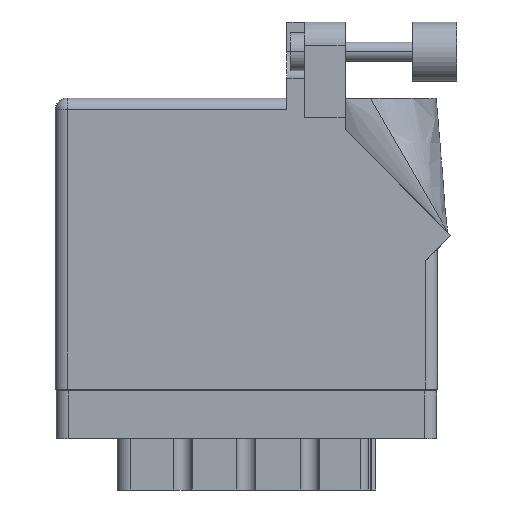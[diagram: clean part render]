
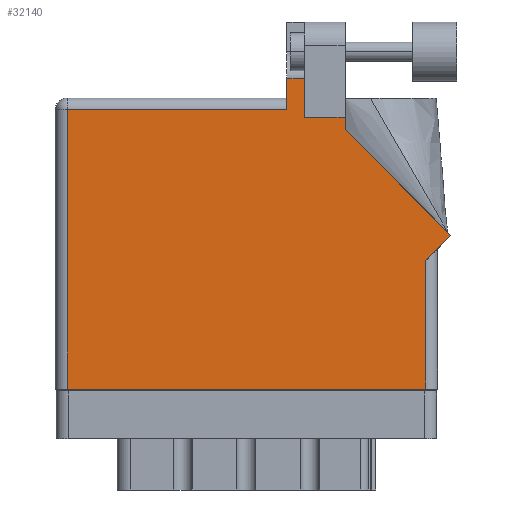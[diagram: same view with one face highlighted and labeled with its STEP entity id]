
A CAD part, front view. The second image highlights one B-rep face of the part: STEP entity #32140.
In plain terms, the highlighted face is planar.
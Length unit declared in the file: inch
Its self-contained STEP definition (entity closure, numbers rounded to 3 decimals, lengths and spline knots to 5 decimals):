
#250 = VERTEX_POINT ( 'NONE', #39051 ) ;
#876 = VERTEX_POINT ( 'NONE', #37907 ) ;
#1041 = CARTESIAN_POINT ( 'NONE',  ( 2.01, 0.737, 0. ) ) ;
#1875 = CARTESIAN_POINT ( 'NONE',  ( 1.217, 1.6315, 0. ) ) ;
#2061 = DIRECTION ( 'NONE',  ( 0., 0., -1. ) ) ;
#2174 = DIRECTION ( 'NONE',  ( -1., 0., 0. ) ) ;
#2411 = VECTOR ( 'NONE', #39439, 39.37008 ) ;
#4073 = CARTESIAN_POINT ( 'NONE',  ( 1.64177, 1.6315, 0. ) ) ;
#4903 = CARTESIAN_POINT ( 'NONE',  ( 1.524, 1.43, 0. ) ) ;
#4949 = CARTESIAN_POINT ( 'NONE',  ( 1.311, 1.6315, 0. ) ) ;
#5054 = PLANE ( 'NONE',  #9153 ) ;
#5321 = DIRECTION ( 'NONE',  ( -1., 0., 0. ) ) ;
#5785 = VERTEX_POINT ( 'NONE', #1875 ) ;
#6477 = CARTESIAN_POINT ( 'NONE',  ( 1.524, 1.43, 0. ) ) ;
#6575 = FACE_OUTER_BOUND ( 'NONE', #23274, .T. ) ;
#6596 = ORIENTED_EDGE ( 'NONE', *, *, #30667, .T. ) ;
#6707 = ORIENTED_EDGE ( 'NONE', *, *, #34366, .T. ) ;
#7455 = VERTEX_POINT ( 'NONE', #37944 ) ;
#7808 = EDGE_CURVE ( 'NONE', #36053, #5785, #17971, .T. ) ;
#8396 = CARTESIAN_POINT ( 'NONE',  ( 1.948, 0.737, 0. ) ) ;
#9153 = AXIS2_PLACEMENT_3D ( 'NONE', #11513, #2061, #5321 ) ;
#9247 = LINE ( 'NONE', #16706, #20823 ) ;
#9411 = DIRECTION ( 'NONE',  ( -0.707, 0.707, 0. ) ) ;
#9674 = CARTESIAN_POINT ( 'NONE',  ( 1.217, 1.53, 0. ) ) ;
#10185 = LINE ( 'NONE', #9674, #41246 ) ;
#10361 = ORIENTED_EDGE ( 'NONE', *, *, #17212, .T. ) ;
#10517 = LINE ( 'NONE', #8396, #15064 ) ;
#11146 = VECTOR ( 'NONE', #9411, 39.37008 ) ;
#11311 = EDGE_CURVE ( 'NONE', #250, #35069, #10517, .T. ) ;
#11513 = CARTESIAN_POINT ( 'NONE',  ( 0., 1.53, 0. ) ) ;
#11621 = EDGE_CURVE ( 'NONE', #34184, #250, #23858, .T. ) ;
#11955 = ORIENTED_EDGE ( 'NONE', *, *, #16370, .T. ) ;
#13155 = CARTESIAN_POINT ( 'NONE',  ( 0.062, 0., 0. ) ) ;
#14488 = ORIENTED_EDGE ( 'NONE', *, *, #11621, .T. ) ;
#14614 = VERTEX_POINT ( 'NONE', #21657 ) ;
#15064 = VECTOR ( 'NONE', #34043, 39.37008 ) ;
#15142 = CARTESIAN_POINT ( 'NONE',  ( 0., 1.468, 0. ) ) ;
#15324 = VERTEX_POINT ( 'NONE', #25947 ) ;
#15898 = DIRECTION ( 'NONE',  ( -1., 0., 0. ) ) ;
#16370 = EDGE_CURVE ( 'NONE', #7455, #36053, #9247, .T. ) ;
#16706 = CARTESIAN_POINT ( 'NONE',  ( 1.311, 1.43, 0. ) ) ;
#17212 = EDGE_CURVE ( 'NONE', #5785, #14614, #10185, .T. ) ;
#17364 = ORIENTED_EDGE ( 'NONE', *, *, #11311, .T. ) ;
#17433 = VERTEX_POINT ( 'NONE', #4903 ) ;
#17971 = LINE ( 'NONE', #4073, #27969 ) ;
#18001 = LINE ( 'NONE', #26559, #2411 ) ;
#19524 = CARTESIAN_POINT ( 'NONE',  ( 2.08071, 0.80771, 0. ) ) ;
#20213 = ORIENTED_EDGE ( 'NONE', *, *, #7808, .T. ) ;
#20234 = EDGE_CURVE ( 'NONE', #15324, #34184, #21640, .T. ) ;
#20823 = VECTOR ( 'NONE', #29713, 39.37008 ) ;
#21022 = CARTESIAN_POINT ( 'NONE',  ( 1.524, 1.36442, 0. ) ) ;
#21640 = LINE ( 'NONE', #13155, #26135 ) ;
#21657 = CARTESIAN_POINT ( 'NONE',  ( 1.217, 1.468, 0. ) ) ;
#21698 = LINE ( 'NONE', #19524, #11146 ) ;
#22368 = VECTOR ( 'NONE', #36238, 39.37008 ) ;
#22901 = DIRECTION ( 'NONE',  ( -1., 0., 0. ) ) ;
#23274 = EDGE_LOOP ( 'NONE', ( #11955, #20213, #10361, #27724, #35899, #14488, #17364, #6707, #26957, #37740, #6596 ) ) ;
#23711 = LINE ( 'NONE', #6477, #32672 ) ;
#23858 = LINE ( 'NONE', #36660, #22368 ) ;
#25947 = CARTESIAN_POINT ( 'NONE',  ( 0.062, 1.468, 0. ) ) ;
#26135 = VECTOR ( 'NONE', #38773, 39.37008 ) ;
#26559 = CARTESIAN_POINT ( 'NONE',  ( 1.524, 1.36442, 0. ) ) ;
#26957 = ORIENTED_EDGE ( 'NONE', *, *, #30664, .T. ) ;
#26991 = DIRECTION ( 'NONE',  ( 0.707, 0.707, 0. ) ) ;
#27724 = ORIENTED_EDGE ( 'NONE', *, *, #30119, .T. ) ;
#27969 = VECTOR ( 'NONE', #22901, 39.37008 ) ;
#27971 = LINE ( 'NONE', #1041, #36971 ) ;
#28762 = LINE ( 'NONE', #15142, #33237 ) ;
#29713 = DIRECTION ( 'NONE',  ( 0., 1., 0. ) ) ;
#30119 = EDGE_CURVE ( 'NONE', #14614, #15324, #28762, .T. ) ;
#30664 = EDGE_CURVE ( 'NONE', #876, #41378, #21698, .T. ) ;
#30667 = EDGE_CURVE ( 'NONE', #17433, #7455, #23711, .T. ) ;
#31519 = DIRECTION ( 'NONE',  ( 0., -1., 0. ) ) ;
#32140 = ADVANCED_FACE ( 'NONE', ( #6575 ), #5054, .F. ) ;
#32672 = VECTOR ( 'NONE', #15898, 39.37008 ) ;
#33237 = VECTOR ( 'NONE', #2174, 39.37008 ) ;
#34043 = DIRECTION ( 'NONE',  ( 0., 1., 0. ) ) ;
#34184 = VERTEX_POINT ( 'NONE', #35411 ) ;
#34366 = EDGE_CURVE ( 'NONE', #35069, #876, #27971, .T. ) ;
#35069 = VERTEX_POINT ( 'NONE', #40898 ) ;
#35411 = CARTESIAN_POINT ( 'NONE',  ( 0.062, 0., 0. ) ) ;
#35899 = ORIENTED_EDGE ( 'NONE', *, *, #20234, .T. ) ;
#36053 = VERTEX_POINT ( 'NONE', #4949 ) ;
#36238 = DIRECTION ( 'NONE',  ( 1., 0., 0. ) ) ;
#36660 = CARTESIAN_POINT ( 'NONE',  ( 0., 0., 0. ) ) ;
#36971 = VECTOR ( 'NONE', #26991, 39.37008 ) ;
#37740 = ORIENTED_EDGE ( 'NONE', *, *, #37991, .T. ) ;
#37907 = CARTESIAN_POINT ( 'NONE',  ( 2.08071, 0.80771, 0. ) ) ;
#37944 = CARTESIAN_POINT ( 'NONE',  ( 1.311, 1.43, 0. ) ) ;
#37991 = EDGE_CURVE ( 'NONE', #41378, #17433, #18001, .T. ) ;
#38773 = DIRECTION ( 'NONE',  ( 0., -1., 0. ) ) ;
#39051 = CARTESIAN_POINT ( 'NONE',  ( 1.948, 0., 0. ) ) ;
#39439 = DIRECTION ( 'NONE',  ( 0., 1., 0. ) ) ;
#40898 = CARTESIAN_POINT ( 'NONE',  ( 1.948, 0.675, 0. ) ) ;
#41246 = VECTOR ( 'NONE', #31519, 39.37008 ) ;
#41378 = VERTEX_POINT ( 'NONE', #21022 ) ;
